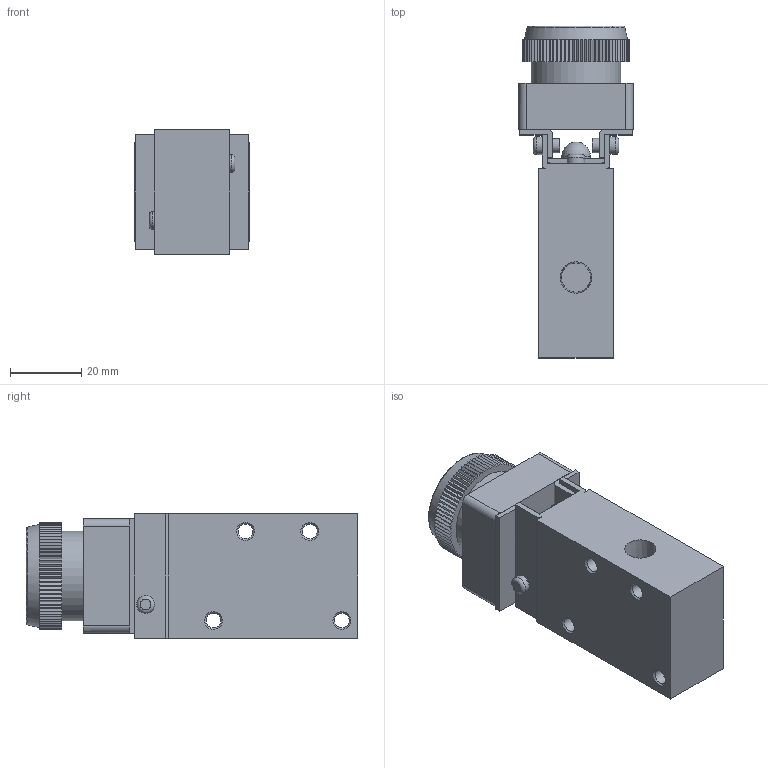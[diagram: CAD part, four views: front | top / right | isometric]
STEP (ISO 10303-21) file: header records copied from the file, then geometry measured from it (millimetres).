
FILE_DESCRIPTION( ( 'STEP AP203' ), '1' );
FILE_NAME( 'MVMC-6A-210-3PP-25B.stp', '2020-05-04T14:04:54', ( 'License CC BY-ND 4.0' ), ( 'CADENAS' ), ' ', 'PARTsolutions', ' ' );
FILE_SCHEMA( ( 'CONFIG_CONTROL_DESIGN' ) );
Length unit declared in the file: millimetre
Products named in the file (1): _MVMC-6A-210-3PP-25B
Bounding box: 32 x 93 x 35 mm (x, y, z)
Volume: 62711.4 mm3; surface area: 17261.6 mm2
Topology: 1 solids, 3 shells, 360 faces, 854 edges, 505 vertices
Faces by surface type: plane 309, cylinder 28, cone 16, torus 6, sphere 1
Full cylindrical faces by diameter (mm): 2.459 x2, 4 x2, 4.134 x4, 5 x4, 8 x1, 19.5 x1, 20.6 x1, 25 x1
Entity records: 9872 total; most frequent: DIRECTION 1694, CARTESIAN_POINT 1666, ORIENTED_EDGE 1614, EDGE_CURVE 807, LINE 642, VECTOR 642, AXIS2_PLACEMENT_3D 526, VERTEX_POINT 498
